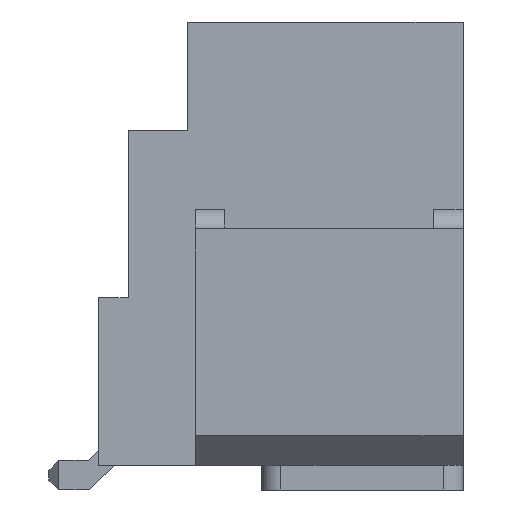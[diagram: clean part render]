
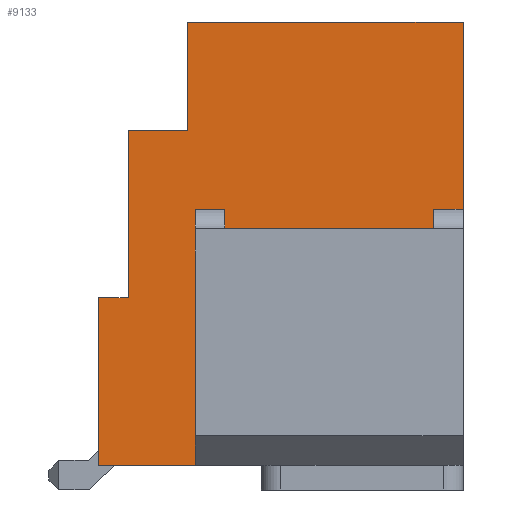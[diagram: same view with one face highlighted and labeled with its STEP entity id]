
A CAD part, left-side view. The second image highlights one B-rep face of the part: STEP entity #9133.
In plain terms, the highlighted face is planar.
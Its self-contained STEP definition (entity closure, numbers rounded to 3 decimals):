
#1300=ORIENTED_EDGE('',*,*,#2819,.T.);
#1301=ORIENTED_EDGE('',*,*,#3040,.T.);
#1302=ORIENTED_EDGE('',*,*,#3332,.F.);
#1303=ORIENTED_EDGE('',*,*,#3339,.F.);
#1304=ORIENTED_EDGE('',*,*,#2985,.F.);
#1305=ORIENTED_EDGE('',*,*,#2982,.F.);
#1306=ORIENTED_EDGE('',*,*,#2978,.F.);
#1307=ORIENTED_EDGE('',*,*,#2976,.F.);
#1308=ORIENTED_EDGE('',*,*,#3324,.F.);
#1309=ORIENTED_EDGE('',*,*,#3321,.F.);
#1310=ORIENTED_EDGE('',*,*,#3338,.T.);
#1311=ORIENTED_EDGE('',*,*,#3046,.T.);
#1312=ORIENTED_EDGE('',*,*,#2827,.F.);
#1313=ORIENTED_EDGE('',*,*,#2829,.T.);
#2819=EDGE_CURVE('',#4122,#4121,#4989,.T.);
#2827=EDGE_CURVE('',#4127,#4128,#4997,.T.);
#2829=EDGE_CURVE('',#4127,#4122,#4998,.T.);
#2976=EDGE_CURVE('',#4249,#4250,#5145,.T.);
#2978=EDGE_CURVE('',#4250,#4251,#5147,.T.);
#2982=EDGE_CURVE('',#4251,#4252,#5151,.T.);
#2985=EDGE_CURVE('',#4252,#4254,#5154,.T.);
#3040=EDGE_CURVE('',#4121,#4286,#5205,.T.);
#3046=EDGE_CURVE('',#4288,#4128,#5209,.T.);
#3321=EDGE_CURVE('',#4432,#4433,#5484,.T.);
#3324=EDGE_CURVE('',#4433,#4249,#5487,.T.);
#3332=EDGE_CURVE('',#4436,#4286,#5495,.T.);
#3338=EDGE_CURVE('',#4432,#4288,#5501,.T.);
#3339=EDGE_CURVE('',#4254,#4436,#5502,.T.);
#4121=VERTEX_POINT('',#12620);
#4122=VERTEX_POINT('',#12622);
#4127=VERTEX_POINT('',#12636);
#4128=VERTEX_POINT('',#12638);
#4249=VERTEX_POINT('',#12935);
#4250=VERTEX_POINT('',#12937);
#4251=VERTEX_POINT('',#12941);
#4252=VERTEX_POINT('',#12945);
#4254=VERTEX_POINT('',#12951);
#4286=VERTEX_POINT('',#13064);
#4288=VERTEX_POINT('',#13074);
#4432=VERTEX_POINT('',#13610);
#4433=VERTEX_POINT('',#13612);
#4436=VERTEX_POINT('',#13627);
#4989=LINE('',#12621,#6272);
#4997=LINE('',#12637,#6280);
#4998=LINE('',#12641,#6281);
#5145=LINE('',#12936,#6428);
#5147=LINE('',#12940,#6430);
#5151=LINE('',#12947,#6434);
#5154=LINE('',#12953,#6437);
#5205=LINE('',#13065,#6488);
#5209=LINE('',#13077,#6492);
#5484=LINE('',#13611,#6767);
#5487=LINE('',#13616,#6770);
#5495=LINE('',#13628,#6778);
#5501=LINE('',#13637,#6784);
#5502=LINE('',#13640,#6785);
#6272=VECTOR('',#10229,1000.);
#6280=VECTOR('',#10241,1000.);
#6281=VECTOR('',#10246,1000.);
#6428=VECTOR('',#10447,1000.);
#6430=VECTOR('',#10451,1000.);
#6434=VECTOR('',#10457,1000.);
#6437=VECTOR('',#10462,1000.);
#6488=VECTOR('',#10571,1000.);
#6492=VECTOR('',#10585,1000.);
#6767=VECTOR('',#11092,1000.);
#6770=VECTOR('',#11097,1000.);
#6778=VECTOR('',#11107,1000.);
#6784=VECTOR('',#11119,1000.);
#6785=VECTOR('',#11124,1000.);
#7674=EDGE_LOOP('',(#1300,#1301,#1302,#1303,#1304,#1305,#1306,#1307,#1308,
#1309,#1310,#1311,#1312,#1313));
#8179=FACE_BOUND('',#7674,.T.);
#8660=PLANE('',#9750);
#9133=ADVANCED_FACE('',(#8179),#8660,.F.);
#9750=AXIS2_PLACEMENT_3D('',#13639,#11122,#11123);
#10229=DIRECTION('',(0.,0.,1.));
#10241=DIRECTION('',(0.,0.,1.));
#10246=DIRECTION('',(0.,1.,0.));
#10447=DIRECTION('',(0.,1.,0.));
#10451=DIRECTION('',(0.,0.,1.));
#10457=DIRECTION('',(0.,1.,0.));
#10462=DIRECTION('',(0.,0.,1.));
#10571=DIRECTION('',(0.,1.,0.));
#10585=DIRECTION('',(0.,1.,0.));
#11092=DIRECTION('',(0.,-1.,0.));
#11097=DIRECTION('',(0.,0.,1.));
#11107=DIRECTION('',(0.,0.,-1.));
#11119=DIRECTION('',(0.,0.,1.));
#11122=DIRECTION('',(-1.,0.,0.));
#11123=DIRECTION('',(0.,0.,1.));
#11124=DIRECTION('',(0.,1.,0.));
#12620=CARTESIAN_POINT('',(7.125,1.55,0.35));
#12621=CARTESIAN_POINT('',(7.125,1.55,-0.15));
#12622=CARTESIAN_POINT('',(7.125,1.55,-0.15));
#12636=CARTESIAN_POINT('',(7.125,-0.57,-0.15));
#12637=CARTESIAN_POINT('',(7.125,-0.57,-0.15));
#12638=CARTESIAN_POINT('',(7.125,-0.57,0.35));
#12641=CARTESIAN_POINT('',(7.125,-0.57,-0.15));
#12935=CARTESIAN_POINT('',(7.125,-1.85,-0.55));
#12936=CARTESIAN_POINT('',(7.125,-1.85,-0.55));
#12937=CARTESIAN_POINT('',(7.125,-1.55,-0.55));
#12940=CARTESIAN_POINT('',(7.125,-1.55,-0.55));
#12941=CARTESIAN_POINT('',(7.125,-1.55,1.15));
#12945=CARTESIAN_POINT('',(7.125,-0.95,1.15));
#12947=CARTESIAN_POINT('',(7.125,-1.55,1.15));
#12951=CARTESIAN_POINT('',(7.125,-0.95,2.25));
#12953=CARTESIAN_POINT('',(7.125,-0.95,1.15));
#13064=CARTESIAN_POINT('',(7.125,1.85,0.35));
#13065=CARTESIAN_POINT('',(7.125,0.,0.35));
#13074=CARTESIAN_POINT('',(7.125,-0.87,0.35));
#13077=CARTESIAN_POINT('',(7.125,0.,0.35));
#13610=CARTESIAN_POINT('',(7.125,-0.87,-2.25));
#13611=CARTESIAN_POINT('',(7.125,1.85,-2.25));
#13612=CARTESIAN_POINT('',(7.125,-1.85,-2.25));
#13616=CARTESIAN_POINT('',(7.125,-1.85,-2.25));
#13627=CARTESIAN_POINT('',(7.125,1.85,2.25));
#13628=CARTESIAN_POINT('',(7.125,1.85,2.25));
#13637=CARTESIAN_POINT('',(7.125,-0.87,-2.25));
#13639=CARTESIAN_POINT('',(7.125,0.,0.));
#13640=CARTESIAN_POINT('',(7.125,-1.85,2.25));
